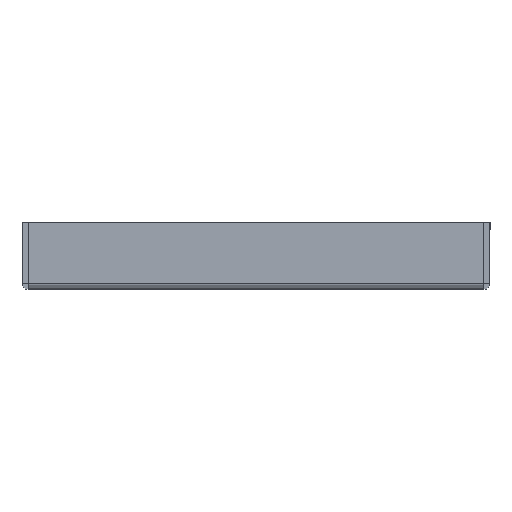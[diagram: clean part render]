
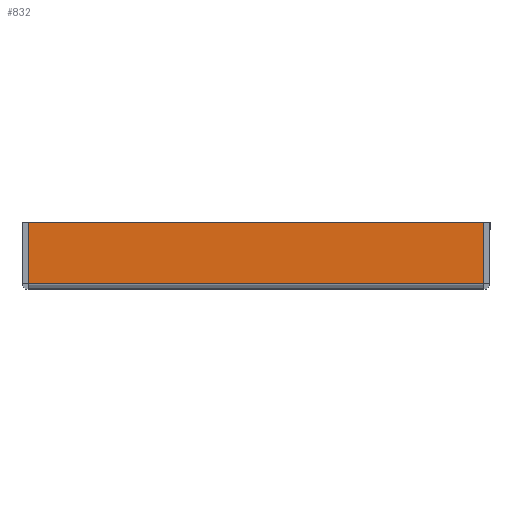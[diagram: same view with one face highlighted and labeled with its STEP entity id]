
A CAD part, left-side view. The second image highlights one B-rep face of the part: STEP entity #832.
In plain terms, the highlighted planar face has unit normal (-1, 0, 0).
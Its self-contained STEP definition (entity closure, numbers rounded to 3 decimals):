
#2 = EDGE_CURVE ( 'NONE', #1504, #1535, #1785, .T. ) ;
#140 = EDGE_CURVE ( 'NONE', #1490, #1504, #2447, .T. ) ;
#150 = CARTESIAN_POINT ( 'NONE',  ( -948.5, 55.99, 16.5 ) ) ;
#172 = PLANE ( 'NONE',  #2198 ) ;
#174 = CARTESIAN_POINT ( 'NONE',  ( -948.5, -55.99, 1.5 ) ) ;
#196 = DIRECTION ( 'NONE',  ( 1., 0., 0. ) ) ;
#258 = DIRECTION ( 'NONE',  ( 0., 0., -1. ) ) ;
#594 = ORIENTED_EDGE ( 'NONE', *, *, #2, .T. ) ;
#646 = ORIENTED_EDGE ( 'NONE', *, *, #3847, .F. ) ;
#698 = ORIENTED_EDGE ( 'NONE', *, *, #140, .T. ) ;
#751 = ORIENTED_EDGE ( 'NONE', *, *, #3848, .T. ) ;
#832 = ADVANCED_FACE ( 'NONE', ( #2756 ), #172, .F. ) ;
#1232 = DIRECTION ( 'NONE',  ( 0., 0., 1. ) ) ;
#1233 = CARTESIAN_POINT ( 'NONE',  ( -948.5, -55.99, 16.5 ) ) ;
#1490 = VERTEX_POINT ( 'NONE', #3563 ) ;
#1499 = VERTEX_POINT ( 'NONE', #3565 ) ;
#1504 = VERTEX_POINT ( 'NONE', #3568 ) ;
#1535 = VERTEX_POINT ( 'NONE', #3581 ) ;
#1635 = DIRECTION ( 'NONE',  ( 0., 1., 0. ) ) ;
#1785 = LINE ( 'NONE', #150, #2112 ) ;
#2084 = EDGE_LOOP ( 'NONE', ( #646, #698, #594, #751 ) ) ;
#2112 = VECTOR ( 'NONE', #1635, 1000. ) ;
#2198 = AXIS2_PLACEMENT_3D ( 'NONE', #174, #196, #258 ) ;
#2447 = LINE ( 'NONE', #1233, #2455 ) ;
#2455 = VECTOR ( 'NONE', #1232, 1000. ) ;
#2756 = FACE_OUTER_BOUND ( 'NONE', #2084, .T. ) ;
#3563 = CARTESIAN_POINT ( 'NONE',  ( -948.5, -55.99, 1.6 ) ) ;
#3565 = CARTESIAN_POINT ( 'NONE',  ( -948.5, 55.99, 1.6 ) ) ;
#3568 = CARTESIAN_POINT ( 'NONE',  ( -948.5, -55.99, 16.5 ) ) ;
#3581 = CARTESIAN_POINT ( 'NONE',  ( -948.5, 55.99, 16.5 ) ) ;
#3743 = CARTESIAN_POINT ( 'NONE',  ( -948.5, 55.99, 1.5 ) ) ;
#3753 = CARTESIAN_POINT ( 'NONE',  ( -948.5, -55.99, 1.6 ) ) ;
#3754 = DIRECTION ( 'NONE',  ( 0., 1., 0. ) ) ;
#3755 = DIRECTION ( 'NONE',  ( 0., 0., -1. ) ) ;
#3847 = EDGE_CURVE ( 'NONE', #1490, #1499, #3872, .T. ) ;
#3848 = EDGE_CURVE ( 'NONE', #1535, #1499, #3870, .T. ) ;
#3870 = LINE ( 'NONE', #3743, #3874 ) ;
#3872 = LINE ( 'NONE', #3753, #3873 ) ;
#3873 = VECTOR ( 'NONE', #3754, 1000. ) ;
#3874 = VECTOR ( 'NONE', #3755, 1000. ) ;
